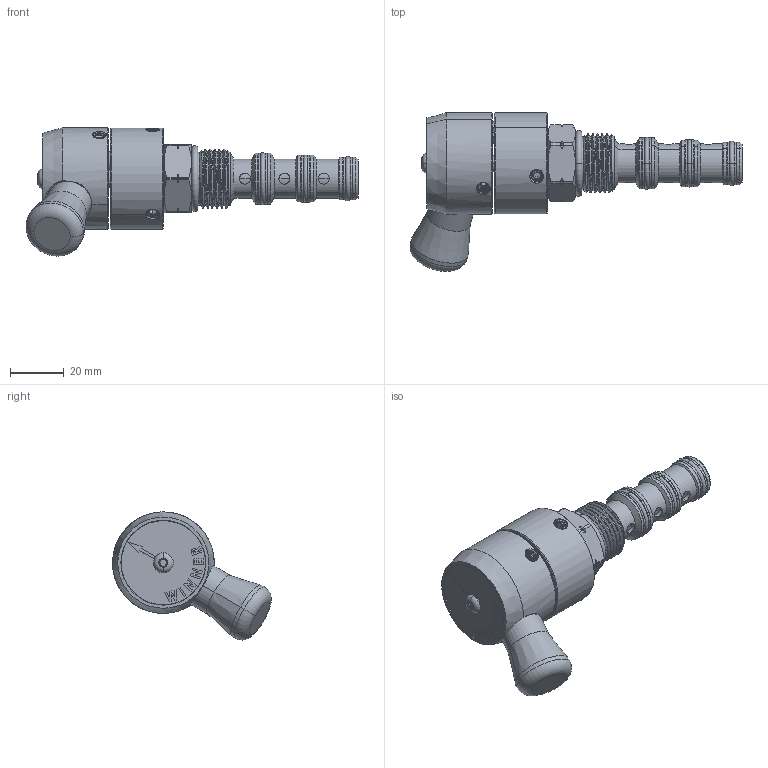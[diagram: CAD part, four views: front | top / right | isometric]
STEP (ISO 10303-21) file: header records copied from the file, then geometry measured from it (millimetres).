
FILE_DESCRIPTION (( 'STEP AP203' ), '1' );
FILE_NAME ('DR10W4B22R-2.STEP', '2024-05-29T07:03:14', ( '' ), ( '' ), 'SwSTEP 2.0', 'SolidWorks 2018', '' );
FILE_SCHEMA (( 'CONFIG_CONTROL_DESIGN' ));
Products named in the file (1): DR10W4B22R-2
Bounding box: 123.81 x 59.19 x 47.79 mm (x, y, z)
Volume: 74606.9 mm3; surface area: 20171.4 mm2
Topology: 1 solids, 3 shells, 853 faces, 2275 edges, 1468 vertices
Faces by surface type: cylinder 400, plane 186, bspline 119, cone 118, torus 30
Entity records: 148455 total; most frequent: CARTESIAN_POINT 129595, ORIENTED_EDGE 4534, DIRECTION 3144, EDGE_CURVE 2267, VERTEX_POINT 1468, AXIS2_PLACEMENT_3D 1206, EDGE_LOOP 917, FACE_OUTER_BOUND 853
